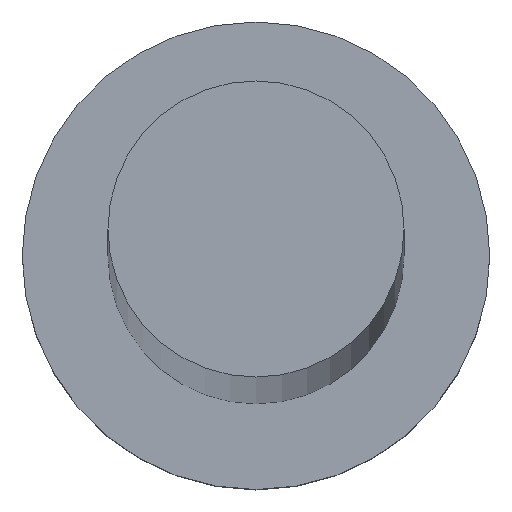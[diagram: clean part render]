
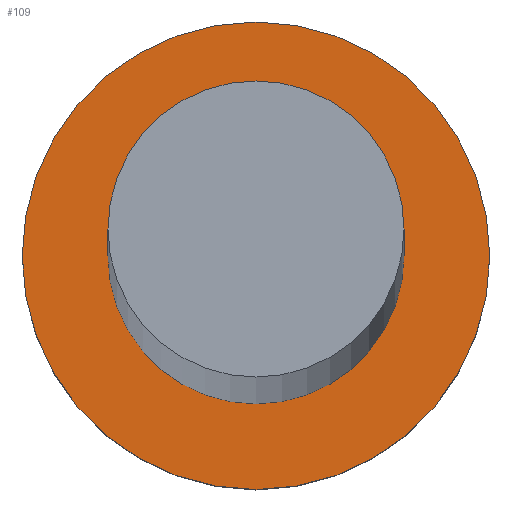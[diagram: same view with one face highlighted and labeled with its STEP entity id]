
A CAD part, top view. The second image highlights one B-rep face of the part: STEP entity #109.
In plain terms, the highlighted planar face has unit normal (0, 0, 1).
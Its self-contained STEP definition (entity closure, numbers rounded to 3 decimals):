
#7 = CARTESIAN_POINT ( 'NONE',  ( -0.95, 0., 1.5 ) ) ;
#20 = VERTEX_POINT ( 'NONE', #7 ) ;
#28 = DIRECTION ( 'NONE',  ( 0., 0., 1. ) ) ;
#32 = AXIS2_PLACEMENT_3D ( 'NONE', #89, #101, #85 ) ;
#33 = VERTEX_POINT ( 'NONE', #72 ) ;
#40 = VERTEX_POINT ( 'NONE', #149 ) ;
#43 = ORIENTED_EDGE ( 'NONE', *, *, #59, .F. ) ;
#53 = CIRCLE ( 'NONE', #73, 1.5 ) ;
#55 = EDGE_CURVE ( 'NONE', #20, #58, #151, .T. ) ;
#58 = VERTEX_POINT ( 'NONE', #120 ) ;
#59 = EDGE_CURVE ( 'NONE', #58, #20, #219, .T. ) ;
#65 = DIRECTION ( 'NONE',  ( 0., 0., 1. ) ) ;
#72 = CARTESIAN_POINT ( 'NONE',  ( 1.5, 0., 1.5 ) ) ;
#73 = AXIS2_PLACEMENT_3D ( 'NONE', #117, #228, #195 ) ;
#79 = FACE_OUTER_BOUND ( 'NONE', #134, .T. ) ;
#85 = DIRECTION ( 'NONE',  ( 1., 0., 0. ) ) ;
#89 = CARTESIAN_POINT ( 'NONE',  ( 0., 0., 1.5 ) ) ;
#98 = EDGE_LOOP ( 'NONE', ( #166, #43 ) ) ;
#101 = DIRECTION ( 'NONE',  ( 0., 0., 1. ) ) ;
#105 = AXIS2_PLACEMENT_3D ( 'NONE', #168, #28, #170 ) ;
#109 = ADVANCED_FACE ( 'NONE', ( #214, #79 ), #231, .T. ) ;
#117 = CARTESIAN_POINT ( 'NONE',  ( 0., 0., 1.5 ) ) ;
#120 = CARTESIAN_POINT ( 'NONE',  ( 0.95, 0., 1.5 ) ) ;
#122 = CARTESIAN_POINT ( 'NONE',  ( 0., 0., 1.5 ) ) ;
#130 = AXIS2_PLACEMENT_3D ( 'NONE', #147, #65, #183 ) ;
#134 = EDGE_LOOP ( 'NONE', ( #178, #191 ) ) ;
#147 = CARTESIAN_POINT ( 'NONE',  ( 0., 0., 1.5 ) ) ;
#149 = CARTESIAN_POINT ( 'NONE',  ( -1.5, 0., 1.5 ) ) ;
#151 = CIRCLE ( 'NONE', #32, 0.95 ) ;
#159 = DIRECTION ( 'NONE',  ( 0., 0., 1. ) ) ;
#166 = ORIENTED_EDGE ( 'NONE', *, *, #55, .F. ) ;
#168 = CARTESIAN_POINT ( 'NONE',  ( 0., 0., 1.5 ) ) ;
#169 = EDGE_CURVE ( 'NONE', #33, #40, #53, .T. ) ;
#170 = DIRECTION ( 'NONE',  ( 1., 0., 0. ) ) ;
#178 = ORIENTED_EDGE ( 'NONE', *, *, #255, .T. ) ;
#183 = DIRECTION ( 'NONE',  ( 1., 0., 0. ) ) ;
#186 = CIRCLE ( 'NONE', #105, 1.5 ) ;
#191 = ORIENTED_EDGE ( 'NONE', *, *, #169, .T. ) ;
#195 = DIRECTION ( 'NONE',  ( 1., 0., 0. ) ) ;
#214 = FACE_BOUND ( 'NONE', #98, .T. ) ;
#219 = CIRCLE ( 'NONE', #236, 0.95 ) ;
#228 = DIRECTION ( 'NONE',  ( 0., 0., 1. ) ) ;
#231 = PLANE ( 'NONE',  #130 ) ;
#236 = AXIS2_PLACEMENT_3D ( 'NONE', #122, #159, #242 ) ;
#242 = DIRECTION ( 'NONE',  ( 1., 0., 0. ) ) ;
#255 = EDGE_CURVE ( 'NONE', #40, #33, #186, .T. ) ;
